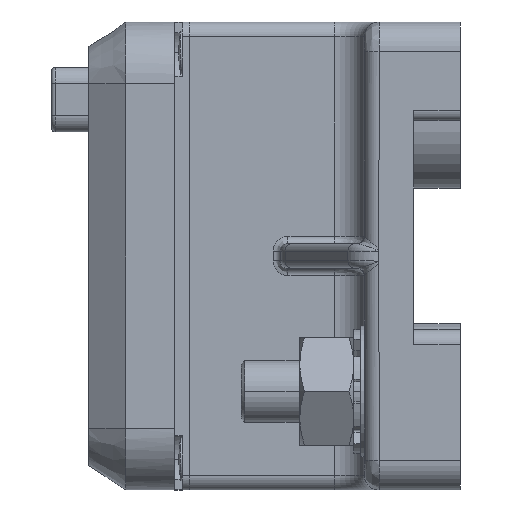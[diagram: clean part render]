
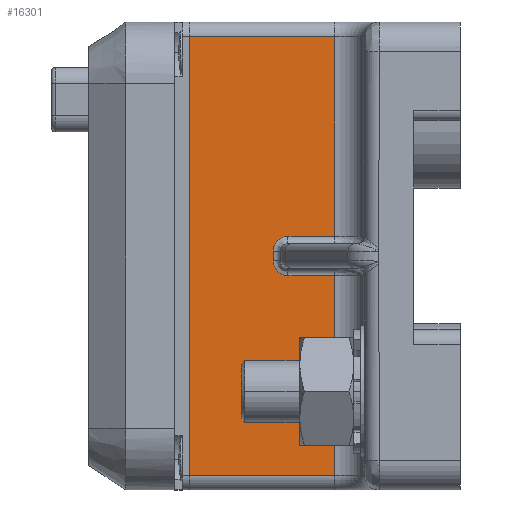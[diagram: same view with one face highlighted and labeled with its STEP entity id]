
A CAD part, left-side view. The second image highlights one B-rep face of the part: STEP entity #16301.
In plain terms, the highlighted planar face has unit normal (-1, 0, 0).
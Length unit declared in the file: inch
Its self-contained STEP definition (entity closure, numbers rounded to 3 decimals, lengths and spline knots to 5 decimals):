
#265 = ORIENTED_EDGE ( 'NONE', *, *, #18767, .T. ) ;
#433 = CARTESIAN_POINT ( 'NONE',  ( -0.765, 0.55535, -0.05951 ) ) ;
#536 = LINE ( 'NONE', #12700, #10272 ) ;
#584 = DIRECTION ( 'NONE',  ( 0., 0., -1. ) ) ;
#733 = CARTESIAN_POINT ( 'NONE',  ( -0.765, 0.32, -0.89 ) ) ;
#804 = DIRECTION ( 'NONE',  ( 0., 1., 0. ) ) ;
#1088 = CARTESIAN_POINT ( 'NONE',  ( -0.765, 0.53541, 0.07437 ) ) ;
#1171 = VECTOR ( 'NONE', #584, 39.37008 ) ;
#1422 = LINE ( 'NONE', #17772, #5720 ) ;
#1878 = VECTOR ( 'NONE', #16045, 39.37008 ) ;
#2043 = VERTEX_POINT ( 'NONE', #6453 ) ;
#2270 = CARTESIAN_POINT ( 'NONE',  ( -0.765, 0.5628, -0.04864 ) ) ;
#2400 = PLANE ( 'NONE',  #20970 ) ;
#2913 = CARTESIAN_POINT ( 'NONE',  ( -0.765, 0.53305, 0.0754 ) ) ;
#3166 = VERTEX_POINT ( 'NONE', #733 ) ;
#3203 = EDGE_CURVE ( 'NONE', #3166, #17124, #9816, .T. ) ;
#4016 = CARTESIAN_POINT ( 'NONE',  ( -0.765, 0.32, 0. ) ) ;
#4111 = CARTESIAN_POINT ( 'NONE',  ( -0.765, 0.56499, -0.044 ) ) ;
#4180 = VERTEX_POINT ( 'NONE', #23039 ) ;
#4223 = CARTESIAN_POINT ( 'NONE',  ( -0.765, 0.15, 0.89 ) ) ;
#4260 = DIRECTION ( 'NONE',  ( -1., 0., 0. ) ) ;
#4696 = CARTESIAN_POINT ( 'NONE',  ( -0.765, 0.56793, 0.03583 ) ) ;
#4733 = CARTESIAN_POINT ( 'NONE',  ( -0.765, 0.32, 0.89 ) ) ;
#4763 = CARTESIAN_POINT ( 'NONE',  ( -0.765, 0.52503, 0.07859 ) ) ;
#4834 = DIRECTION ( 'NONE',  ( 0., 0., 1. ) ) ;
#5059 = CARTESIAN_POINT ( 'NONE',  ( -0.765, 0.2, -0.08 ) ) ;
#5404 = EDGE_CURVE ( 'NONE', #15002, #6331, #536, .T. ) ;
#5720 = VECTOR ( 'NONE', #4834, 39.37008 ) ;
#5892 = CARTESIAN_POINT ( 'NONE',  ( -0.765, 0.51945, -0.07946 ) ) ;
#5978 = CARTESIAN_POINT ( 'NONE',  ( -0.765, 0.56561, -0.04253 ) ) ;
#6061 = LINE ( 'NONE', #22443, #1171 ) ;
#6065 = EDGE_CURVE ( 'NONE', #6331, #7640, #17092, .T. ) ;
#6331 = VERTEX_POINT ( 'NONE', #22845 ) ;
#6453 = CARTESIAN_POINT ( 'NONE',  ( -0.765, 0.90941, 0.89 ) ) ;
#6556 = CARTESIAN_POINT ( 'NONE',  ( -0.765, 0.56647, 0.04031 ) ) ;
#6631 = CARTESIAN_POINT ( 'NONE',  ( -0.765, 0.51, 0.08 ) ) ;
#6779 = LINE ( 'NONE', #5059, #1878 ) ;
#7083 = VERTEX_POINT ( 'NONE', #11499 ) ;
#7640 = VERTEX_POINT ( 'NONE', #4733 ) ;
#7741 = CARTESIAN_POINT ( 'NONE',  ( -0.765, 0.52852, -0.07708 ) ) ;
#7805 = VERTEX_POINT ( 'NONE', #21954 ) ;
#7825 = CARTESIAN_POINT ( 'NONE',  ( -0.765, 0.56999, -0.02767 ) ) ;
#8414 = CARTESIAN_POINT ( 'NONE',  ( -0.765, 0.56275, 0.04977 ) ) ;
#8730 = FACE_OUTER_BOUND ( 'NONE', #16181, .T. ) ;
#8784 = CARTESIAN_POINT ( 'NONE',  ( -0.765, 0.57, 0.02 ) ) ;
#9147 = EDGE_CURVE ( 'NONE', #2043, #17124, #6061, .T. ) ;
#9339 = CARTESIAN_POINT ( 'NONE',  ( -0.765, 0.51382, -0.07999 ) ) ;
#9497 = ORIENTED_EDGE ( 'NONE', *, *, #12994, .T. ) ;
#9575 = DIRECTION ( 'NONE',  ( 0., 0., 1. ) ) ;
#9587 = CARTESIAN_POINT ( 'NONE',  ( -0.765, 0.53113, -0.07617 ) ) ;
#9816 = LINE ( 'NONE', #13616, #13517 ) ;
#9867 = ORIENTED_EDGE ( 'NONE', *, *, #20096, .F. ) ;
#10145 = CARTESIAN_POINT ( 'NONE',  ( -0.765, 0.57, 0.02 ) ) ;
#10219 = CARTESIAN_POINT ( 'NONE',  ( -0.765, 0.54951, 0.06535 ) ) ;
#10272 = VECTOR ( 'NONE', #10867, 39.37008 ) ;
#10523 = ORIENTED_EDGE ( 'NONE', *, *, #15080, .T. ) ;
#10867 = DIRECTION ( 'NONE',  ( 0., -1., 0. ) ) ;
#11095 = B_SPLINE_CURVE_WITH_KNOTS ( 'NONE', 3,
 ( #14828, #9339, #5892, #18648, #7741, #20485, #9587, #22310, #11425, #433, #13263, #2270, #15070, #4111, #16922, #5978, #18722, #7825, #20566 ),
 .UNSPECIFIED., .F., .F.,
 ( 4, 1, 1, 2, 2, 2, 1, 1, 1, 2, 2, 4 ),
 ( 0., 0.125, 0.1875, 0.21875, 0.25, 0.5, 0.625, 0.6875, 0.71875, 0.73437, 0.75, 1. ),
 .UNSPECIFIED. ) ;
#11124 = ORIENTED_EDGE ( 'NONE', *, *, #3203, .F. ) ;
#11425 = CARTESIAN_POINT ( 'NONE',  ( -0.765, 0.54658, -0.06826 ) ) ;
#11499 = CARTESIAN_POINT ( 'NONE',  ( -0.765, 0.57, -0.02 ) ) ;
#11821 = VECTOR ( 'NONE', #18833, 39.37008 ) ;
#12072 = CARTESIAN_POINT ( 'NONE',  ( -0.765, 0.53864, 0.0728 ) ) ;
#12164 = ORIENTED_EDGE ( 'NONE', *, *, #13928, .T. ) ;
#12458 = CARTESIAN_POINT ( 'NONE',  ( -0.765, 0.57, 0. ) ) ;
#12700 = CARTESIAN_POINT ( 'NONE',  ( -0.765, 0.2, 0.08 ) ) ;
#12951 = ORIENTED_EDGE ( 'NONE', *, *, #5404, .T. ) ;
#12994 = EDGE_CURVE ( 'NONE', #3166, #7805, #1422, .T. ) ;
#13263 = CARTESIAN_POINT ( 'NONE',  ( -0.765, 0.55921, -0.05478 ) ) ;
#13517 = VECTOR ( 'NONE', #804, 39.37008 ) ;
#13616 = CARTESIAN_POINT ( 'NONE',  ( -0.765, 0.15, -0.89 ) ) ;
#13781 = ORIENTED_EDGE ( 'NONE', *, *, #9147, .T. ) ;
#13887 = CARTESIAN_POINT ( 'NONE',  ( -0.765, 0.534, 0.07499 ) ) ;
#13928 = EDGE_CURVE ( 'NONE', #7805, #4180, #6779, .T. ) ;
#14278 = DIRECTION ( 'NONE',  ( 0., 0., 1. ) ) ;
#14746 = CARTESIAN_POINT ( 'NONE',  ( -0.765, 0.51, 0.08 ) ) ;
#14828 = CARTESIAN_POINT ( 'NONE',  ( -0.765, 0.51, -0.08 ) ) ;
#15002 = VERTEX_POINT ( 'NONE', #14746 ) ;
#15070 = CARTESIAN_POINT ( 'NONE',  ( -0.765, 0.56437, -0.04541 ) ) ;
#15080 = EDGE_CURVE ( 'NONE', #4180, #7083, #11095, .T. ) ;
#15657 = CARTESIAN_POINT ( 'NONE',  ( -0.765, 0.56946, 0.02945 ) ) ;
#15736 = CARTESIAN_POINT ( 'NONE',  ( -0.765, 0.53253, 0.07561 ) ) ;
#15975 = ORIENTED_EDGE ( 'NONE', *, *, #16949, .T. ) ;
#16045 = DIRECTION ( 'NONE',  ( 0., 1., 0. ) ) ;
#16181 = EDGE_LOOP ( 'NONE', ( #12164, #10523, #15975, #265, #12951, #17650, #9867, #13781, #11124, #9497 ) ) ;
#16301 = ADVANCED_FACE ( 'NONE', ( #8730 ), #2400, .T. ) ;
#16508 = VECTOR ( 'NONE', #9575, 39.37008 ) ;
#16663 = LINE ( 'NONE', #4223, #11821 ) ;
#16922 = CARTESIAN_POINT ( 'NONE',  ( -0.765, 0.5654, -0.04305 ) ) ;
#16949 = EDGE_CURVE ( 'NONE', #7083, #20362, #22841, .T. ) ;
#17053 = DIRECTION ( 'NONE',  ( 0., 0., 1. ) ) ;
#17092 = LINE ( 'NONE', #4016, #16508 ) ;
#17124 = VERTEX_POINT ( 'NONE', #18481 ) ;
#17487 = CARTESIAN_POINT ( 'NONE',  ( -0.765, 0.56708, 0.03852 ) ) ;
#17553 = CARTESIAN_POINT ( 'NONE',  ( -0.765, 0.51767, 0.07999 ) ) ;
#17650 = ORIENTED_EDGE ( 'NONE', *, *, #6065, .T. ) ;
#17772 = CARTESIAN_POINT ( 'NONE',  ( -0.765, 0.32, 0. ) ) ;
#18002 = VECTOR ( 'NONE', #14278, 39.37008 ) ;
#18481 = CARTESIAN_POINT ( 'NONE',  ( -0.765, 0.90941, -0.89 ) ) ;
#18648 = CARTESIAN_POINT ( 'NONE',  ( -0.765, 0.52583, -0.07793 ) ) ;
#18722 = CARTESIAN_POINT ( 'NONE',  ( -0.765, 0.56859, -0.03503 ) ) ;
#18767 = EDGE_CURVE ( 'NONE', #20362, #15002, #20999, .T. ) ;
#18833 = DIRECTION ( 'NONE',  ( 0., -1., 0. ) ) ;
#19290 = CARTESIAN_POINT ( 'NONE',  ( -0.765, 0.56617, 0.04113 ) ) ;
#20096 = EDGE_CURVE ( 'NONE', #2043, #7640, #16663, .T. ) ;
#20362 = VERTEX_POINT ( 'NONE', #8784 ) ;
#20485 = CARTESIAN_POINT ( 'NONE',  ( -0.765, 0.53031, -0.07647 ) ) ;
#20566 = CARTESIAN_POINT ( 'NONE',  ( -0.765, 0.57, -0.02 ) ) ;
#20970 = AXIS2_PLACEMENT_3D ( 'NONE', #22294, #4260, #17053 ) ;
#20999 = B_SPLINE_CURVE_WITH_KNOTS ( 'NONE', 3,
 ( #10145, #21048, #15657, #4696, #17487, #6556, #19290, #8414, #21126, #10219, #22952, #12072, #1088, #13887, #2913, #15736, #4763, #17553, #6631 ),
 .UNSPECIFIED., .F., .F.,
 ( 4, 1, 1, 2, 2, 2, 1, 1, 1, 2, 2, 4 ),
 ( 0., 0.125, 0.1875, 0.21875, 0.25, 0.5, 0.625, 0.6875, 0.71875, 0.73438, 0.75, 1. ),
 .UNSPECIFIED. ) ;
#21048 = CARTESIAN_POINT ( 'NONE',  ( -0.765, 0.56999, 0.02382 ) ) ;
#21126 = CARTESIAN_POINT ( 'NONE',  ( -0.765, 0.55826, 0.05658 ) ) ;
#21954 = CARTESIAN_POINT ( 'NONE',  ( -0.765, 0.32, -0.08 ) ) ;
#22294 = CARTESIAN_POINT ( 'NONE',  ( -0.765, 0.2, 0. ) ) ;
#22310 = CARTESIAN_POINT ( 'NONE',  ( -0.765, 0.53977, -0.07275 ) ) ;
#22443 = CARTESIAN_POINT ( 'NONE',  ( -0.765, 0.90941, 0. ) ) ;
#22841 = LINE ( 'NONE', #12458, #18002 ) ;
#22845 = CARTESIAN_POINT ( 'NONE',  ( -0.765, 0.32, 0.08 ) ) ;
#22952 = CARTESIAN_POINT ( 'NONE',  ( -0.765, 0.54478, 0.06921 ) ) ;
#23039 = CARTESIAN_POINT ( 'NONE',  ( -0.765, 0.51, -0.08 ) ) ;
